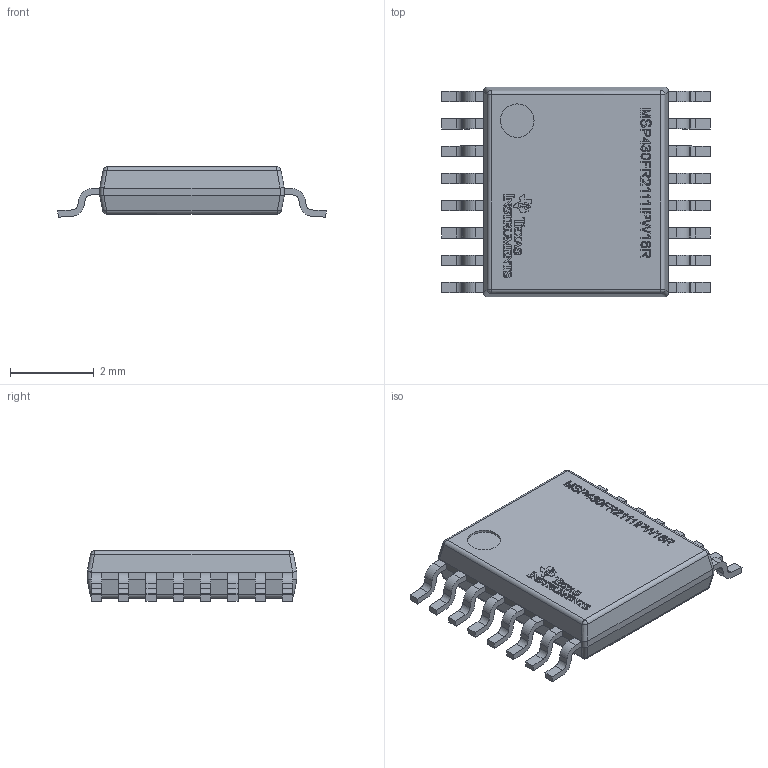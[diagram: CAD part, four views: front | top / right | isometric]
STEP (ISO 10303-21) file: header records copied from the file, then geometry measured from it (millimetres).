
FILE_DESCRIPTION(('FreeCAD Model'),'2;1');
FILE_NAME('MSP430FR2111IPW16R.step' ,'2019-05-08T09:47:30',('Author'),(''), 'Open CASCADE STEP processor 7.2','FreeCAD','Unknown');
FILE_SCHEMA(('AUTOMOTIVE_DESIGN { 1 0 10303 214 1 1 1 1 }'));
Length unit declared in the file: millimetre
Products named in the file (5): PN; TI; LOGO; PINS; BODY
Bounding box: 6.4 x 5 x 1.2 mm (x, y, z)
Volume: 24.6 mm3; surface area: 79.7 mm2
Topology: 53 solids, 53 shells, 1025 faces, 2730 edges, 1812 vertices
Faces by surface type: extrusion 562, plane 318, bspline 81, cylinder 64
Entity records: 75117 total; most frequent: CARTESIAN_POINT 18436, DIRECTION 7028, VECTOR 5942, ORIENTED_EDGE 5460, PCURVE 5460, DEFINITIONAL_REPRESENTATION 5460, LINE 5380, B_SPLINE_CURVE_WITH_KNOTS 3084
